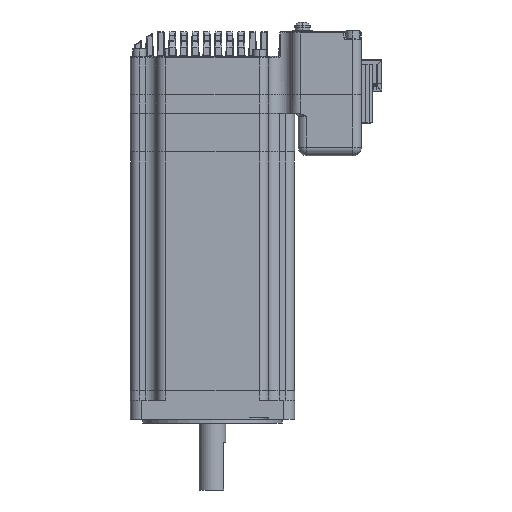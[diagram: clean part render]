
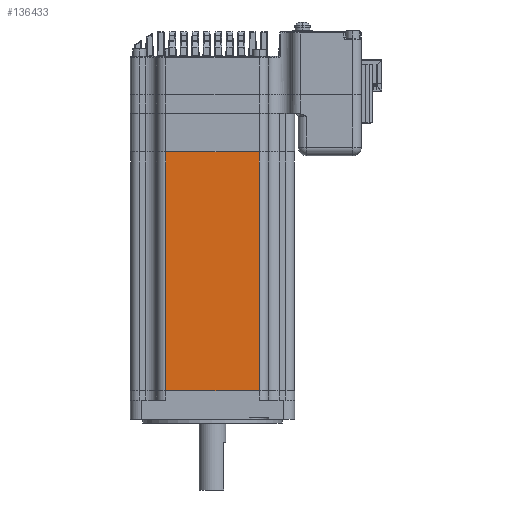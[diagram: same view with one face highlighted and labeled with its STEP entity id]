
A CAD part, front view. The second image highlights one B-rep face of the part: STEP entity #136433.
In plain terms, the highlighted planar face has unit normal (0, -1, 0).
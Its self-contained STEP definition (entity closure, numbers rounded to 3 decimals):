
#8726 = ORIENTED_EDGE ( 'NONE', *, *, #61738, .T. ) ;
#15699 = ORIENTED_EDGE ( 'NONE', *, *, #136839, .F. ) ;
#20668 = PLANE ( 'NONE',  #27687 ) ;
#20957 = CARTESIAN_POINT ( 'NONE',  ( 0., -42.85, 0. ) ) ;
#21514 = EDGE_LOOP ( 'NONE', ( #15699, #198326, #131910, #8726 ) ) ;
#27687 = AXIS2_PLACEMENT_3D ( 'NONE', #130865, #146799, #52233 ) ;
#36759 = DIRECTION ( 'NONE',  ( -1., 0., 0. ) ) ;
#45383 = VECTOR ( 'NONE', #36759, 1000. ) ;
#50281 = LINE ( 'NONE', #20957, #45383 ) ;
#50391 = LINE ( 'NONE', #124312, #176266 ) ;
#52233 = DIRECTION ( 'NONE',  ( 0., 0., -1. ) ) ;
#57738 = CARTESIAN_POINT ( 'NONE',  ( 24.55, -42.85, 125. ) ) ;
#61738 = EDGE_CURVE ( 'NONE', #188805, #190620, #201208, .T. ) ;
#78389 = VERTEX_POINT ( 'NONE', #113101 ) ;
#102423 = CARTESIAN_POINT ( 'NONE',  ( -24.55, -42.85, 125. ) ) ;
#113101 = CARTESIAN_POINT ( 'NONE',  ( 24.55, -42.85, 0. ) ) ;
#118181 = DIRECTION ( 'NONE',  ( 0., 0., -1. ) ) ;
#122080 = FACE_OUTER_BOUND ( 'NONE', #21514, .T. ) ;
#124312 = CARTESIAN_POINT ( 'NONE',  ( 0., -42.85, 125. ) ) ;
#126278 = EDGE_CURVE ( 'NONE', #187315, #78389, #162584, .T. ) ;
#130865 = CARTESIAN_POINT ( 'NONE',  ( 0., -42.85, 125. ) ) ;
#131738 = CARTESIAN_POINT ( 'NONE',  ( -24.55, -42.85, 0. ) ) ;
#131910 = ORIENTED_EDGE ( 'NONE', *, *, #161904, .T. ) ;
#136433 = ADVANCED_FACE ( 'NONE', ( #122080 ), #20668, .T. ) ;
#136839 = EDGE_CURVE ( 'NONE', #78389, #190620, #50281, .T. ) ;
#146799 = DIRECTION ( 'NONE',  ( 0., -1., 0. ) ) ;
#159361 = VECTOR ( 'NONE', #118181, 1000. ) ;
#161904 = EDGE_CURVE ( 'NONE', #187315, #188805, #50391, .T. ) ;
#162584 = LINE ( 'NONE', #57738, #167534 ) ;
#167534 = VECTOR ( 'NONE', #168048, 1000. ) ;
#168048 = DIRECTION ( 'NONE',  ( 0., 0., -1. ) ) ;
#171249 = DIRECTION ( 'NONE',  ( -1., 0., 0. ) ) ;
#176266 = VECTOR ( 'NONE', #171249, 1000. ) ;
#187315 = VERTEX_POINT ( 'NONE', #200146 ) ;
#188805 = VERTEX_POINT ( 'NONE', #196106 ) ;
#190620 = VERTEX_POINT ( 'NONE', #131738 ) ;
#196106 = CARTESIAN_POINT ( 'NONE',  ( -24.55, -42.85, 125. ) ) ;
#198326 = ORIENTED_EDGE ( 'NONE', *, *, #126278, .F. ) ;
#200146 = CARTESIAN_POINT ( 'NONE',  ( 24.55, -42.85, 125. ) ) ;
#201208 = LINE ( 'NONE', #102423, #159361 ) ;
